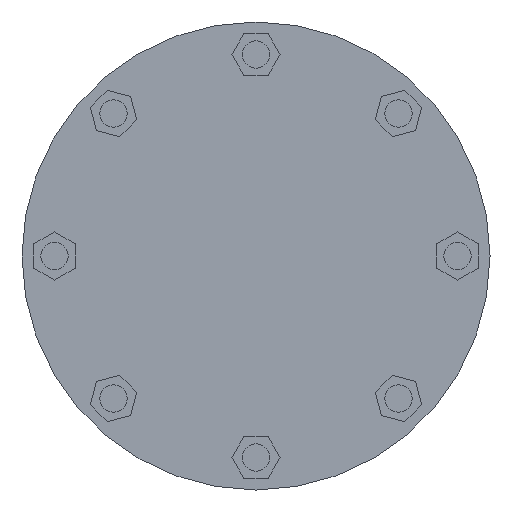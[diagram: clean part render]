
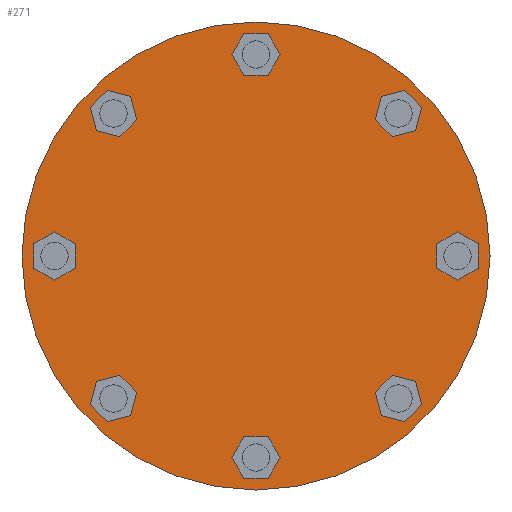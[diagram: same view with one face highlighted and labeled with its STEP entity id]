
A CAD part, left-side view. The second image highlights one B-rep face of the part: STEP entity #271.
In plain terms, the highlighted planar face has unit normal (-1, 0, 0).
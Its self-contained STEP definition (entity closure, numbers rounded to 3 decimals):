
#84=CARTESIAN_POINT('Vertex',(-32.,10.5,155.)) ;
#91=CARTESIAN_POINT('Vertex',(-32.,-10.5,155.)) ;
#94=CARTESIAN_POINT('Axis2P3D Location',(-32.,0.,155.)) ;
#106=CARTESIAN_POINT('Axis2P3D Location',(-32.,0.,155.)) ;
#118=CARTESIAN_POINT('Axis2P3D Location',(-32.,0.,0.)) ;
#123=CARTESIAN_POINT('Axis2P3D Location',(-32.,0.,0.)) ;
#127=CARTESIAN_POINT('Vertex',(-32.,-180.,0.)) ;
#129=CARTESIAN_POINT('Vertex',(-32.,180.,0.)) ;
#132=CARTESIAN_POINT('Axis2P3D Location',(-32.,0.,0.)) ;
#141=CARTESIAN_POINT('Axis2P3D Location',(-32.,-109.602,109.602)) ;
#145=CARTESIAN_POINT('Vertex',(-32.,-102.177,117.026)) ;
#147=CARTESIAN_POINT('Vertex',(-32.,-117.026,102.177)) ;
#150=CARTESIAN_POINT('Axis2P3D Location',(-32.,-109.602,109.602)) ;
#163=CARTESIAN_POINT('Axis2P3D Location',(-32.,-155.,0.)) ;
#167=CARTESIAN_POINT('Vertex',(-32.,-155.,10.5)) ;
#169=CARTESIAN_POINT('Vertex',(-32.,-155.,-10.5)) ;
#172=CARTESIAN_POINT('Axis2P3D Location',(-32.,-155.,0.)) ;
#181=CARTESIAN_POINT('Axis2P3D Location',(-32.,-109.602,-109.602)) ;
#185=CARTESIAN_POINT('Vertex',(-32.,-117.026,-102.177)) ;
#187=CARTESIAN_POINT('Vertex',(-32.,-102.177,-117.026)) ;
#190=CARTESIAN_POINT('Axis2P3D Location',(-32.,-109.602,-109.602)) ;
#199=CARTESIAN_POINT('Axis2P3D Location',(-32.,0.,-155.)) ;
#203=CARTESIAN_POINT('Vertex',(-32.,-10.5,-155.)) ;
#205=CARTESIAN_POINT('Vertex',(-32.,10.5,-155.)) ;
#208=CARTESIAN_POINT('Axis2P3D Location',(-32.,0.,-155.)) ;
#217=CARTESIAN_POINT('Axis2P3D Location',(-32.,109.602,-109.602)) ;
#221=CARTESIAN_POINT('Vertex',(-32.,102.177,-117.026)) ;
#223=CARTESIAN_POINT('Vertex',(-32.,117.026,-102.177)) ;
#226=CARTESIAN_POINT('Axis2P3D Location',(-32.,109.602,-109.602)) ;
#235=CARTESIAN_POINT('Axis2P3D Location',(-32.,155.,0.)) ;
#239=CARTESIAN_POINT('Vertex',(-32.,155.,-10.5)) ;
#241=CARTESIAN_POINT('Vertex',(-32.,155.,10.5)) ;
#244=CARTESIAN_POINT('Axis2P3D Location',(-32.,155.,0.)) ;
#253=CARTESIAN_POINT('Axis2P3D Location',(-32.,109.602,109.602)) ;
#257=CARTESIAN_POINT('Vertex',(-32.,117.026,102.177)) ;
#259=CARTESIAN_POINT('Vertex',(-32.,102.177,117.026)) ;
#262=CARTESIAN_POINT('Axis2P3D Location',(-32.,109.602,109.602)) ;
#95=DIRECTION('Axis2P3D Direction',(1.,0.,0.)) ;
#107=DIRECTION('Axis2P3D Direction',(1.,0.,0.)) ;
#119=DIRECTION('Axis2P3D Direction',(-1.,0.,0.)) ;
#120=DIRECTION('Axis2P3D XDirection',(0.,-1.,0.)) ;
#124=DIRECTION('Axis2P3D Direction',(-1.,0.,0.)) ;
#133=DIRECTION('Axis2P3D Direction',(-1.,0.,0.)) ;
#142=DIRECTION('Axis2P3D Direction',(-1.,0.,0.)) ;
#151=DIRECTION('Axis2P3D Direction',(-1.,0.,0.)) ;
#164=DIRECTION('Axis2P3D Direction',(-1.,0.,0.)) ;
#173=DIRECTION('Axis2P3D Direction',(-1.,0.,0.)) ;
#182=DIRECTION('Axis2P3D Direction',(-1.,0.,0.)) ;
#191=DIRECTION('Axis2P3D Direction',(-1.,0.,0.)) ;
#200=DIRECTION('Axis2P3D Direction',(-1.,0.,0.)) ;
#209=DIRECTION('Axis2P3D Direction',(-1.,0.,0.)) ;
#218=DIRECTION('Axis2P3D Direction',(-1.,0.,0.)) ;
#227=DIRECTION('Axis2P3D Direction',(-1.,0.,0.)) ;
#236=DIRECTION('Axis2P3D Direction',(-1.,0.,0.)) ;
#245=DIRECTION('Axis2P3D Direction',(-1.,0.,0.)) ;
#254=DIRECTION('Axis2P3D Direction',(-1.,0.,0.)) ;
#263=DIRECTION('Axis2P3D Direction',(-1.,0.,0.)) ;
#96=AXIS2_PLACEMENT_3D('Circle Axis2P3D',#94,#95,$) ;
#108=AXIS2_PLACEMENT_3D('Circle Axis2P3D',#106,#107,$) ;
#121=AXIS2_PLACEMENT_3D('Plane Axis2P3D',#118,#119,#120) ;
#125=AXIS2_PLACEMENT_3D('Circle Axis2P3D',#123,#124,$) ;
#134=AXIS2_PLACEMENT_3D('Circle Axis2P3D',#132,#133,$) ;
#143=AXIS2_PLACEMENT_3D('Circle Axis2P3D',#141,#142,$) ;
#152=AXIS2_PLACEMENT_3D('Circle Axis2P3D',#150,#151,$) ;
#165=AXIS2_PLACEMENT_3D('Circle Axis2P3D',#163,#164,$) ;
#174=AXIS2_PLACEMENT_3D('Circle Axis2P3D',#172,#173,$) ;
#183=AXIS2_PLACEMENT_3D('Circle Axis2P3D',#181,#182,$) ;
#192=AXIS2_PLACEMENT_3D('Circle Axis2P3D',#190,#191,$) ;
#201=AXIS2_PLACEMENT_3D('Circle Axis2P3D',#199,#200,$) ;
#210=AXIS2_PLACEMENT_3D('Circle Axis2P3D',#208,#209,$) ;
#219=AXIS2_PLACEMENT_3D('Circle Axis2P3D',#217,#218,$) ;
#228=AXIS2_PLACEMENT_3D('Circle Axis2P3D',#226,#227,$) ;
#237=AXIS2_PLACEMENT_3D('Circle Axis2P3D',#235,#236,$) ;
#246=AXIS2_PLACEMENT_3D('Circle Axis2P3D',#244,#245,$) ;
#255=AXIS2_PLACEMENT_3D('Circle Axis2P3D',#253,#254,$) ;
#264=AXIS2_PLACEMENT_3D('Circle Axis2P3D',#262,#263,$) ;
#138=ORIENTED_EDGE('',*,*,#131,.T.) ;
#139=ORIENTED_EDGE('',*,*,#136,.T.) ;
#156=ORIENTED_EDGE('',*,*,#149,.F.) ;
#157=ORIENTED_EDGE('',*,*,#154,.F.) ;
#160=ORIENTED_EDGE('',*,*,#98,.F.) ;
#161=ORIENTED_EDGE('',*,*,#110,.F.) ;
#178=ORIENTED_EDGE('',*,*,#171,.F.) ;
#179=ORIENTED_EDGE('',*,*,#176,.F.) ;
#196=ORIENTED_EDGE('',*,*,#189,.F.) ;
#197=ORIENTED_EDGE('',*,*,#194,.F.) ;
#214=ORIENTED_EDGE('',*,*,#207,.F.) ;
#215=ORIENTED_EDGE('',*,*,#212,.F.) ;
#232=ORIENTED_EDGE('',*,*,#225,.F.) ;
#233=ORIENTED_EDGE('',*,*,#230,.F.) ;
#250=ORIENTED_EDGE('',*,*,#243,.F.) ;
#251=ORIENTED_EDGE('',*,*,#248,.F.) ;
#268=ORIENTED_EDGE('',*,*,#261,.F.) ;
#269=ORIENTED_EDGE('',*,*,#266,.F.) ;
#158=FACE_BOUND('',#155,.T.) ;
#162=FACE_BOUND('',#159,.T.) ;
#180=FACE_BOUND('',#177,.T.) ;
#198=FACE_BOUND('',#195,.T.) ;
#216=FACE_BOUND('',#213,.T.) ;
#234=FACE_BOUND('',#231,.T.) ;
#252=FACE_BOUND('',#249,.T.) ;
#270=FACE_BOUND('',#267,.T.) ;
#271=ADVANCED_FACE('PartBody',(#140,#158,#162,#180,#198,#216,#234,#252,#270),#122,.T.) ;
#97=CIRCLE('generated circle',#96,10.5) ;
#109=CIRCLE('generated circle',#108,10.5) ;
#126=CIRCLE('generated circle',#125,180.) ;
#135=CIRCLE('generated circle',#134,180.) ;
#144=CIRCLE('generated circle',#143,10.5) ;
#153=CIRCLE('generated circle',#152,10.5) ;
#166=CIRCLE('generated circle',#165,10.5) ;
#175=CIRCLE('generated circle',#174,10.5) ;
#184=CIRCLE('generated circle',#183,10.5) ;
#193=CIRCLE('generated circle',#192,10.5) ;
#202=CIRCLE('generated circle',#201,10.5) ;
#211=CIRCLE('generated circle',#210,10.5) ;
#220=CIRCLE('generated circle',#219,10.5) ;
#229=CIRCLE('generated circle',#228,10.5) ;
#238=CIRCLE('generated circle',#237,10.5) ;
#247=CIRCLE('generated circle',#246,10.5) ;
#256=CIRCLE('generated circle',#255,10.5) ;
#265=CIRCLE('generated circle',#264,10.5) ;
#98=EDGE_CURVE('',#92,#85,#97,.F.) ;
#110=EDGE_CURVE('',#85,#92,#109,.F.) ;
#131=EDGE_CURVE('',#128,#130,#126,.T.) ;
#136=EDGE_CURVE('',#130,#128,#135,.T.) ;
#149=EDGE_CURVE('',#146,#148,#144,.T.) ;
#154=EDGE_CURVE('',#148,#146,#153,.T.) ;
#171=EDGE_CURVE('',#168,#170,#166,.T.) ;
#176=EDGE_CURVE('',#170,#168,#175,.T.) ;
#189=EDGE_CURVE('',#186,#188,#184,.T.) ;
#194=EDGE_CURVE('',#188,#186,#193,.T.) ;
#207=EDGE_CURVE('',#204,#206,#202,.T.) ;
#212=EDGE_CURVE('',#206,#204,#211,.T.) ;
#225=EDGE_CURVE('',#222,#224,#220,.T.) ;
#230=EDGE_CURVE('',#224,#222,#229,.T.) ;
#243=EDGE_CURVE('',#240,#242,#238,.T.) ;
#248=EDGE_CURVE('',#242,#240,#247,.T.) ;
#261=EDGE_CURVE('',#258,#260,#256,.T.) ;
#266=EDGE_CURVE('',#260,#258,#265,.T.) ;
#137=EDGE_LOOP('',(#138,#139)) ;
#155=EDGE_LOOP('',(#156,#157)) ;
#159=EDGE_LOOP('',(#160,#161)) ;
#177=EDGE_LOOP('',(#178,#179)) ;
#195=EDGE_LOOP('',(#196,#197)) ;
#213=EDGE_LOOP('',(#214,#215)) ;
#231=EDGE_LOOP('',(#232,#233)) ;
#249=EDGE_LOOP('',(#250,#251)) ;
#267=EDGE_LOOP('',(#268,#269)) ;
#140=FACE_OUTER_BOUND('',#137,.T.) ;
#122=PLANE('',#121) ;
#85=VERTEX_POINT('',#84) ;
#92=VERTEX_POINT('',#91) ;
#128=VERTEX_POINT('',#127) ;
#130=VERTEX_POINT('',#129) ;
#146=VERTEX_POINT('',#145) ;
#148=VERTEX_POINT('',#147) ;
#168=VERTEX_POINT('',#167) ;
#170=VERTEX_POINT('',#169) ;
#186=VERTEX_POINT('',#185) ;
#188=VERTEX_POINT('',#187) ;
#204=VERTEX_POINT('',#203) ;
#206=VERTEX_POINT('',#205) ;
#222=VERTEX_POINT('',#221) ;
#224=VERTEX_POINT('',#223) ;
#240=VERTEX_POINT('',#239) ;
#242=VERTEX_POINT('',#241) ;
#258=VERTEX_POINT('',#257) ;
#260=VERTEX_POINT('',#259) ;
